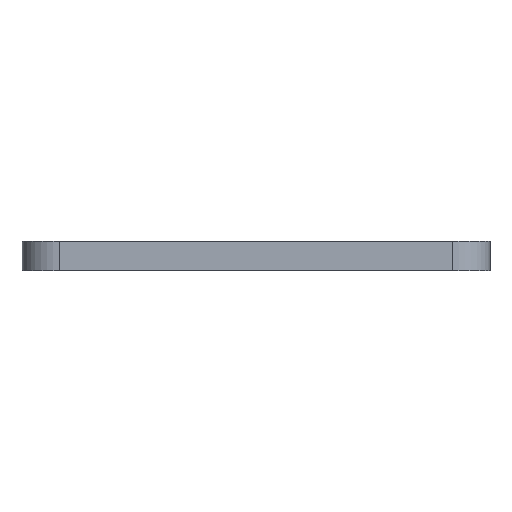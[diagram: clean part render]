
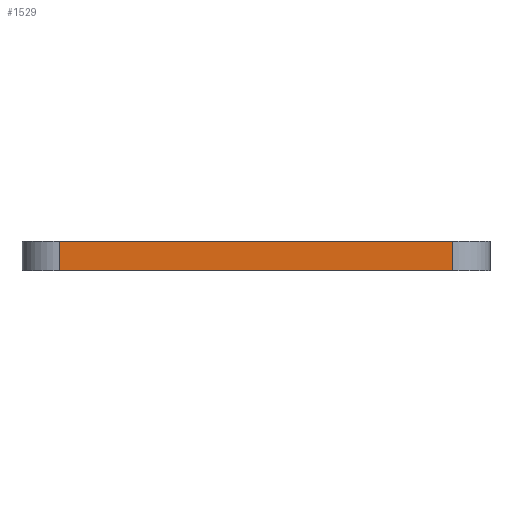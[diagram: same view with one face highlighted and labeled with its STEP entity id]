
A CAD part, left-side view. The second image highlights one B-rep face of the part: STEP entity #1529.
In plain terms, the highlighted planar face has unit normal (-1, 0, 0).
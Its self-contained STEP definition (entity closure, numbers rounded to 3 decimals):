
#83 = PLANE('',#84);
#84 = AXIS2_PLACEMENT_3D('',#85,#86,#87);
#85 = CARTESIAN_POINT('',(138.129,-119.407,1.6));
#86 = DIRECTION('',(-0.,-0.,-1.));
#87 = DIRECTION('',(-1.,0.,0.));
#137 = PLANE('',#138);
#138 = AXIS2_PLACEMENT_3D('',#139,#140,#141);
#139 = CARTESIAN_POINT('',(138.129,-119.407,0.));
#140 = DIRECTION('',(-0.,-0.,-1.));
#141 = DIRECTION('',(-1.,0.,0.));
#170 = CYLINDRICAL_SURFACE('',#171,2.);
#171 = AXIS2_PLACEMENT_3D('',#172,#173,#174);
#172 = CARTESIAN_POINT('',(115.331,-108.907,0.));
#173 = DIRECTION('',(-0.,-0.,-1.));
#174 = DIRECTION('',(1.,0.,-0.));
#429 = VERTEX_POINT('',#430);
#430 = CARTESIAN_POINT('',(113.331,-129.907,0.));
#449 = CYLINDRICAL_SURFACE('',#450,2.);
#450 = AXIS2_PLACEMENT_3D('',#451,#452,#453);
#451 = CARTESIAN_POINT('',(115.331,-129.907,0.));
#452 = DIRECTION('',(-0.,-0.,-1.));
#453 = DIRECTION('',(1.,0.,-0.));
#461 = EDGE_CURVE('',#429,#462,#464,.T.);
#462 = VERTEX_POINT('',#463);
#463 = CARTESIAN_POINT('',(113.331,-108.907,0.));
#464 = SURFACE_CURVE('',#465,(#469,#476),.PCURVE_S1.);
#465 = LINE('',#466,#467);
#466 = CARTESIAN_POINT('',(113.331,-129.907,0.));
#467 = VECTOR('',#468,1.);
#468 = DIRECTION('',(0.,1.,0.));
#469 = PCURVE('',#137,#470);
#470 = DEFINITIONAL_REPRESENTATION('',(#471),#475);
#471 = LINE('',#472,#473);
#472 = CARTESIAN_POINT('',(24.798,-10.5));
#473 = VECTOR('',#474,1.);
#474 = DIRECTION('',(0.,1.));
#475 = ( GEOMETRIC_REPRESENTATION_CONTEXT(2) 
PARAMETRIC_REPRESENTATION_CONTEXT() REPRESENTATION_CONTEXT('2D SPACE',''
  ) );
#476 = PCURVE('',#477,#482);
#477 = PLANE('',#478);
#478 = AXIS2_PLACEMENT_3D('',#479,#480,#481);
#479 = CARTESIAN_POINT('',(113.331,-129.907,0.));
#480 = DIRECTION('',(-1.,0.,0.));
#481 = DIRECTION('',(0.,1.,0.));
#482 = DEFINITIONAL_REPRESENTATION('',(#483),#487);
#483 = LINE('',#484,#485);
#484 = CARTESIAN_POINT('',(0.,0.));
#485 = VECTOR('',#486,1.);
#486 = DIRECTION('',(1.,0.));
#487 = ( GEOMETRIC_REPRESENTATION_CONTEXT(2) 
PARAMETRIC_REPRESENTATION_CONTEXT() REPRESENTATION_CONTEXT('2D SPACE',''
  ) );
#1039 = VERTEX_POINT('',#1040);
#1040 = CARTESIAN_POINT('',(113.331,-129.907,1.6));
#1066 = EDGE_CURVE('',#1039,#1067,#1069,.T.);
#1067 = VERTEX_POINT('',#1068);
#1068 = CARTESIAN_POINT('',(113.331,-108.907,1.6));
#1069 = SURFACE_CURVE('',#1070,(#1074,#1081),.PCURVE_S1.);
#1070 = LINE('',#1071,#1072);
#1071 = CARTESIAN_POINT('',(113.331,-129.907,1.6));
#1072 = VECTOR('',#1073,1.);
#1073 = DIRECTION('',(0.,1.,0.));
#1074 = PCURVE('',#83,#1075);
#1075 = DEFINITIONAL_REPRESENTATION('',(#1076),#1080);
#1076 = LINE('',#1077,#1078);
#1077 = CARTESIAN_POINT('',(24.798,-10.5));
#1078 = VECTOR('',#1079,1.);
#1079 = DIRECTION('',(0.,1.));
#1080 = ( GEOMETRIC_REPRESENTATION_CONTEXT(2) 
PARAMETRIC_REPRESENTATION_CONTEXT() REPRESENTATION_CONTEXT('2D SPACE',''
  ) );
#1081 = PCURVE('',#477,#1082);
#1082 = DEFINITIONAL_REPRESENTATION('',(#1083),#1087);
#1083 = LINE('',#1084,#1085);
#1084 = CARTESIAN_POINT('',(0.,-1.6));
#1085 = VECTOR('',#1086,1.);
#1086 = DIRECTION('',(1.,0.));
#1087 = ( GEOMETRIC_REPRESENTATION_CONTEXT(2) 
PARAMETRIC_REPRESENTATION_CONTEXT() REPRESENTATION_CONTEXT('2D SPACE',''
  ) );
#1481 = EDGE_CURVE('',#462,#1067,#1482,.T.);
#1482 = SURFACE_CURVE('',#1483,(#1487,#1494),.PCURVE_S1.);
#1483 = LINE('',#1484,#1485);
#1484 = CARTESIAN_POINT('',(113.331,-108.907,0.));
#1485 = VECTOR('',#1486,1.);
#1486 = DIRECTION('',(0.,0.,1.));
#1487 = PCURVE('',#170,#1488);
#1488 = DEFINITIONAL_REPRESENTATION('',(#1489),#1493);
#1489 = LINE('',#1490,#1491);
#1490 = CARTESIAN_POINT('',(-3.142,0.));
#1491 = VECTOR('',#1492,1.);
#1492 = DIRECTION('',(-0.,-1.));
#1493 = ( GEOMETRIC_REPRESENTATION_CONTEXT(2) 
PARAMETRIC_REPRESENTATION_CONTEXT() REPRESENTATION_CONTEXT('2D SPACE',''
  ) );
#1494 = PCURVE('',#477,#1495);
#1495 = DEFINITIONAL_REPRESENTATION('',(#1496),#1500);
#1496 = LINE('',#1497,#1498);
#1497 = CARTESIAN_POINT('',(21.,0.));
#1498 = VECTOR('',#1499,1.);
#1499 = DIRECTION('',(0.,-1.));
#1500 = ( GEOMETRIC_REPRESENTATION_CONTEXT(2) 
PARAMETRIC_REPRESENTATION_CONTEXT() REPRESENTATION_CONTEXT('2D SPACE',''
  ) );
#1529 = ADVANCED_FACE('',(#1530),#477,.T.);
#1530 = FACE_BOUND('',#1531,.T.);
#1531 = EDGE_LOOP('',(#1532,#1553,#1554,#1555));
#1532 = ORIENTED_EDGE('',*,*,#1533,.T.);
#1533 = EDGE_CURVE('',#429,#1039,#1534,.T.);
#1534 = SURFACE_CURVE('',#1535,(#1539,#1546),.PCURVE_S1.);
#1535 = LINE('',#1536,#1537);
#1536 = CARTESIAN_POINT('',(113.331,-129.907,0.));
#1537 = VECTOR('',#1538,1.);
#1538 = DIRECTION('',(0.,0.,1.));
#1539 = PCURVE('',#477,#1540);
#1540 = DEFINITIONAL_REPRESENTATION('',(#1541),#1545);
#1541 = LINE('',#1542,#1543);
#1542 = CARTESIAN_POINT('',(0.,0.));
#1543 = VECTOR('',#1544,1.);
#1544 = DIRECTION('',(0.,-1.));
#1545 = ( GEOMETRIC_REPRESENTATION_CONTEXT(2) 
PARAMETRIC_REPRESENTATION_CONTEXT() REPRESENTATION_CONTEXT('2D SPACE',''
  ) );
#1546 = PCURVE('',#449,#1547);
#1547 = DEFINITIONAL_REPRESENTATION('',(#1548),#1552);
#1548 = LINE('',#1549,#1550);
#1549 = CARTESIAN_POINT('',(-3.142,0.));
#1550 = VECTOR('',#1551,1.);
#1551 = DIRECTION('',(-0.,-1.));
#1552 = ( GEOMETRIC_REPRESENTATION_CONTEXT(2) 
PARAMETRIC_REPRESENTATION_CONTEXT() REPRESENTATION_CONTEXT('2D SPACE',''
  ) );
#1553 = ORIENTED_EDGE('',*,*,#1066,.T.);
#1554 = ORIENTED_EDGE('',*,*,#1481,.F.);
#1555 = ORIENTED_EDGE('',*,*,#461,.F.);
